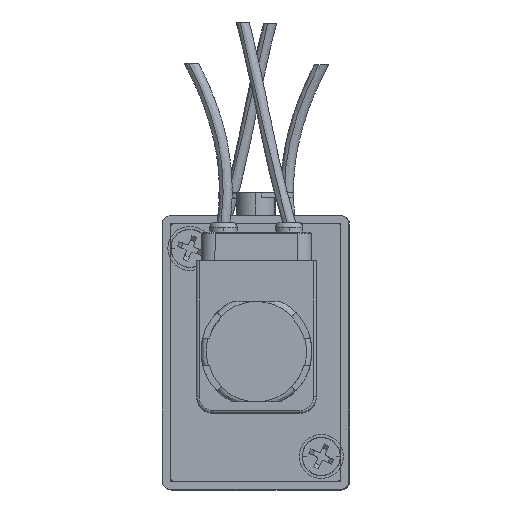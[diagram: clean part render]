
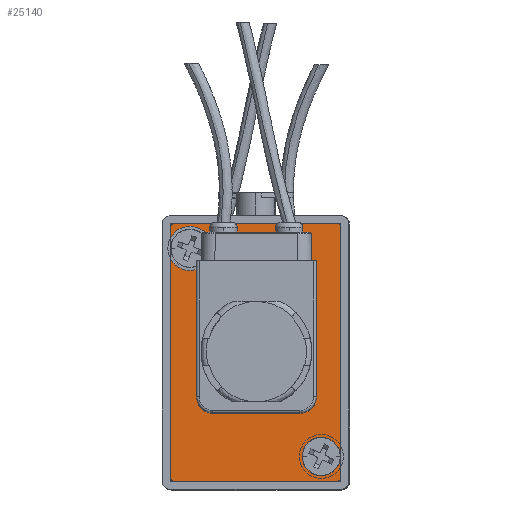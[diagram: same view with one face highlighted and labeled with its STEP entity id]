
A CAD part, top view. The second image highlights one B-rep face of the part: STEP entity #25140.
In plain terms, the highlighted planar face has unit normal (0, 0, 1).
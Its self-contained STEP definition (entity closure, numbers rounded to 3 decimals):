
#22 = DIRECTION ( 'NONE',  ( 1., 0., 0. ) ) ;
#1391 = CARTESIAN_POINT ( 'NONE',  ( -22.086, 0.215, 59.743 ) ) ;
#1433 = CARTESIAN_POINT ( 'NONE',  ( -0.686, -22.785, 59.743 ) ) ;
#1663 = CIRCLE ( 'NONE', #19330, 1.1 ) ;
#1963 = LINE ( 'NONE', #5058, #12838 ) ;
#2869 = ORIENTED_EDGE ( 'NONE', *, *, #25219, .T. ) ;
#2907 = DIRECTION ( 'NONE',  ( 1., 0., 0. ) ) ;
#2927 = VERTEX_POINT ( 'NONE', #46273 ) ;
#3268 = EDGE_CURVE ( 'NONE', #7314, #24778, #48768, .T. ) ;
#3402 = DIRECTION ( 'NONE',  ( 1., 0., 0. ) ) ;
#3790 = CARTESIAN_POINT ( 'NONE',  ( -9.186, 0.215, 59.743 ) ) ;
#4238 = ORIENTED_EDGE ( 'NONE', *, *, #11826, .T. ) ;
#4445 = VERTEX_POINT ( 'NONE', #45044 ) ;
#4799 = ORIENTED_EDGE ( 'NONE', *, *, #36819, .F. ) ;
#5058 = CARTESIAN_POINT ( 'NONE',  ( -31.186, 23.715, 59.743 ) ) ;
#5560 = DIRECTION ( 'NONE',  ( 0., 1., 0. ) ) ;
#5616 = AXIS2_PLACEMENT_3D ( 'NONE', #51799, #27388, #2907 ) ;
#5970 = CIRCLE ( 'NONE', #16300, 3.45 ) ;
#6195 = VERTEX_POINT ( 'NONE', #26730 ) ;
#6230 = VERTEX_POINT ( 'NONE', #35313 ) ;
#6407 = DIRECTION ( 'NONE',  ( 1., 0., 0. ) ) ;
#6623 = EDGE_CURVE ( 'NONE', #24900, #6195, #34971, .T. ) ;
#6971 = CARTESIAN_POINT ( 'NONE',  ( -1.186, 23.215, 59.743 ) ) ;
#6980 = EDGE_CURVE ( 'NONE', #9594, #51302, #1663, .T. ) ;
#6989 = FACE_BOUND ( 'NONE', #16254, .T. ) ;
#7314 = VERTEX_POINT ( 'NONE', #30487 ) ;
#7875 = ORIENTED_EDGE ( 'NONE', *, *, #8185, .T. ) ;
#7889 = DIRECTION ( 'NONE',  ( 1., 0., 0. ) ) ;
#8159 = DIRECTION ( 'NONE',  ( 0., 0., -1. ) ) ;
#8185 = EDGE_CURVE ( 'NONE', #28924, #6230, #38082, .T. ) ;
#8523 = DIRECTION ( 'NONE',  ( 0., 0., 1. ) ) ;
#9594 = VERTEX_POINT ( 'NONE', #25791 ) ;
#9811 = ORIENTED_EDGE ( 'NONE', *, *, #48596, .F. ) ;
#10102 = ORIENTED_EDGE ( 'NONE', *, *, #3268, .T. ) ;
#10753 = CIRCLE ( 'NONE', #20792, 1.1 ) ;
#11082 = DIRECTION ( 'NONE',  ( 1., 0., 0. ) ) ;
#11443 = DIRECTION ( 'NONE',  ( 0., -1., 0. ) ) ;
#11826 = EDGE_CURVE ( 'NONE', #14312, #4445, #51119, .T. ) ;
#12238 = CARTESIAN_POINT ( 'NONE',  ( -1.186, 23.715, 59.743 ) ) ;
#12562 = DIRECTION ( 'NONE',  ( 0., 0., 1. ) ) ;
#12838 = VECTOR ( 'NONE', #25422, 1000. ) ;
#13798 = AXIS2_PLACEMENT_3D ( 'NONE', #3790, #32393, #7889 ) ;
#13869 = CARTESIAN_POINT ( 'NONE',  ( -7.636, -18.785, 59.743 ) ) ;
#14170 = ORIENTED_EDGE ( 'NONE', *, *, #40740, .F. ) ;
#14312 = VERTEX_POINT ( 'NONE', #19561 ) ;
#14923 = EDGE_CURVE ( 'NONE', #51302, #9594, #17672, .T. ) ;
#15261 = EDGE_LOOP ( 'NONE', ( #15688, #41562 ) ) ;
#15294 = VECTOR ( 'NONE', #11443, 1000. ) ;
#15688 = ORIENTED_EDGE ( 'NONE', *, *, #14923, .T. ) ;
#16254 = EDGE_LOOP ( 'NONE', ( #33767, #14170 ) ) ;
#16300 = AXIS2_PLACEMENT_3D ( 'NONE', #52300, #27892, #3402 ) ;
#17097 = VERTEX_POINT ( 'NONE', #50063 ) ;
#17507 = VECTOR ( 'NONE', #5560, 1000. ) ;
#17672 = CIRCLE ( 'NONE', #13798, 1.1 ) ;
#18087 = CARTESIAN_POINT ( 'NONE',  ( -28.186, 19.215, 59.743 ) ) ;
#18261 = CARTESIAN_POINT ( 'NONE',  ( -23.186, 0.215, 59.743 ) ) ;
#18547 = EDGE_CURVE ( 'NONE', #26931, #14312, #1963, .T. ) ;
#19330 = AXIS2_PLACEMENT_3D ( 'NONE', #32656, #8159, #36762 ) ;
#19561 = CARTESIAN_POINT ( 'NONE',  ( -31.186, 23.715, 59.743 ) ) ;
#20320 = DIRECTION ( 'NONE',  ( 0., 0., 1. ) ) ;
#20792 = AXIS2_PLACEMENT_3D ( 'NONE', #18261, #46789, #22361 ) ;
#21821 = CARTESIAN_POINT ( 'NONE',  ( -31.186, -23.285, 59.743 ) ) ;
#22154 = EDGE_LOOP ( 'NONE', ( #46320, #38498, #4238, #2869, #10102, #36750, #7875, #35483 ) ) ;
#22189 = DIRECTION ( 'NONE',  ( 1., 0., 0. ) ) ;
#22349 = CARTESIAN_POINT ( 'NONE',  ( -0.736, -18.785, 59.743 ) ) ;
#22361 = DIRECTION ( 'NONE',  ( 1., 0., 0. ) ) ;
#22467 = ORIENTED_EDGE ( 'NONE', *, *, #6623, .F. ) ;
#22733 = AXIS2_PLACEMENT_3D ( 'NONE', #48952, #24488, #22 ) ;
#22892 = CARTESIAN_POINT ( 'NONE',  ( -31.186, 23.215, 59.743 ) ) ;
#22971 = AXIS2_PLACEMENT_3D ( 'NONE', #22892, #51422, #26990 ) ;
#23208 = PLANE ( 'NONE',  #36573 ) ;
#23440 = DIRECTION ( 'NONE',  ( 0., 0., 1. ) ) ;
#24304 = VERTEX_POINT ( 'NONE', #13869 ) ;
#24488 = DIRECTION ( 'NONE',  ( 0., 0., 1. ) ) ;
#24778 = VERTEX_POINT ( 'NONE', #21821 ) ;
#24900 = VERTEX_POINT ( 'NONE', #26283 ) ;
#25019 = CIRCLE ( 'NONE', #42578, 3.45 ) ;
#25140 = ADVANCED_FACE ( 'NONE', ( #40852, #38294, #6989, #28719, #27450 ), #23208, .T. ) ;
#25219 = EDGE_CURVE ( 'NONE', #4445, #7314, #49112, .T. ) ;
#25422 = DIRECTION ( 'NONE',  ( -1., 0., 0. ) ) ;
#25791 = CARTESIAN_POINT ( 'NONE',  ( -8.086, 0.215, 59.743 ) ) ;
#26283 = CARTESIAN_POINT ( 'NONE',  ( -31.636, 19.215, 59.743 ) ) ;
#26730 = CARTESIAN_POINT ( 'NONE',  ( -24.736, 19.215, 59.743 ) ) ;
#26931 = VERTEX_POINT ( 'NONE', #12238 ) ;
#26990 = DIRECTION ( 'NONE',  ( -1., 0., 0. ) ) ;
#27388 = DIRECTION ( 'NONE',  ( 0., 0., 1. ) ) ;
#27450 = FACE_OUTER_BOUND ( 'NONE', #22154, .T. ) ;
#27892 = DIRECTION ( 'NONE',  ( 0., 0., 1. ) ) ;
#28719 = FACE_BOUND ( 'NONE', #29798, .T. ) ;
#28924 = VERTEX_POINT ( 'NONE', #50324 ) ;
#29086 = EDGE_CURVE ( 'NONE', #24778, #28924, #32869, .T. ) ;
#29686 = AXIS2_PLACEMENT_3D ( 'NONE', #33044, #8523, #37132 ) ;
#29798 = EDGE_LOOP ( 'NONE', ( #49002, #22467 ) ) ;
#30487 = CARTESIAN_POINT ( 'NONE',  ( -31.686, -22.785, 59.743 ) ) ;
#31553 = CIRCLE ( 'NONE', #22733, 1.1 ) ;
#31604 = VECTOR ( 'NONE', #6407, 1000. ) ;
#32393 = DIRECTION ( 'NONE',  ( 0., 0., -1. ) ) ;
#32656 = CARTESIAN_POINT ( 'NONE',  ( -9.186, 0.215, 59.743 ) ) ;
#32869 = LINE ( 'NONE', #51190, #31604 ) ;
#33044 = CARTESIAN_POINT ( 'NONE',  ( -1.186, 23.215, 59.743 ) ) ;
#33767 = ORIENTED_EDGE ( 'NONE', *, *, #49357, .F. ) ;
#34971 = CIRCLE ( 'NONE', #51185, 3.45 ) ;
#35056 = VERTEX_POINT ( 'NONE', #22349 ) ;
#35313 = CARTESIAN_POINT ( 'NONE',  ( -0.686, -22.785, 59.743 ) ) ;
#35483 = ORIENTED_EDGE ( 'NONE', *, *, #40418, .T. ) ;
#35577 = DIRECTION ( 'NONE',  ( 0., 0., 1. ) ) ;
#36573 = AXIS2_PLACEMENT_3D ( 'NONE', #6971, #35577, #11082 ) ;
#36750 = ORIENTED_EDGE ( 'NONE', *, *, #29086, .T. ) ;
#36762 = DIRECTION ( 'NONE',  ( 1., 0., 0. ) ) ;
#36819 = EDGE_CURVE ( 'NONE', #43548, #17097, #10753, .T. ) ;
#37042 = CARTESIAN_POINT ( 'NONE',  ( -28.186, 19.215, 59.743 ) ) ;
#37132 = DIRECTION ( 'NONE',  ( 1., 0., 0. ) ) ;
#38082 = CIRCLE ( 'NONE', #48091, 0.5 ) ;
#38294 = FACE_BOUND ( 'NONE', #15261, .T. ) ;
#38498 = ORIENTED_EDGE ( 'NONE', *, *, #18547, .T. ) ;
#38508 = CIRCLE ( 'NONE', #29686, 0.5 ) ;
#40418 = EDGE_CURVE ( 'NONE', #6230, #2927, #40532, .T. ) ;
#40532 = LINE ( 'NONE', #1433, #17507 ) ;
#40740 = EDGE_CURVE ( 'NONE', #24304, #35056, #5970, .T. ) ;
#40852 = FACE_BOUND ( 'NONE', #44536, .T. ) ;
#41130 = DIRECTION ( 'NONE',  ( 1., 0., 0. ) ) ;
#41562 = ORIENTED_EDGE ( 'NONE', *, *, #6980, .T. ) ;
#42578 = AXIS2_PLACEMENT_3D ( 'NONE', #44751, #20320, #48848 ) ;
#43548 = VERTEX_POINT ( 'NONE', #1391 ) ;
#44072 = CARTESIAN_POINT ( 'NONE',  ( -31.686, -22.785, 59.743 ) ) ;
#44536 = EDGE_LOOP ( 'NONE', ( #9811, #4799 ) ) ;
#44751 = CARTESIAN_POINT ( 'NONE',  ( -4.186, -18.785, 59.743 ) ) ;
#45044 = CARTESIAN_POINT ( 'NONE',  ( -31.686, 23.215, 59.743 ) ) ;
#46273 = CARTESIAN_POINT ( 'NONE',  ( -0.686, 23.215, 59.743 ) ) ;
#46320 = ORIENTED_EDGE ( 'NONE', *, *, #52535, .T. ) ;
#46616 = DIRECTION ( 'NONE',  ( 0., 0., 1. ) ) ;
#46789 = DIRECTION ( 'NONE',  ( 0., 0., 1. ) ) ;
#47769 = CARTESIAN_POINT ( 'NONE',  ( -10.286, 0.215, 59.743 ) ) ;
#47879 = CARTESIAN_POINT ( 'NONE',  ( -1.186, -22.785, 59.743 ) ) ;
#48091 = AXIS2_PLACEMENT_3D ( 'NONE', #47879, #23440, #51978 ) ;
#48596 = EDGE_CURVE ( 'NONE', #17097, #43548, #31553, .T. ) ;
#48724 = AXIS2_PLACEMENT_3D ( 'NONE', #37042, #12562, #41130 ) ;
#48768 = CIRCLE ( 'NONE', #5616, 0.5 ) ;
#48848 = DIRECTION ( 'NONE',  ( 1., 0., 0. ) ) ;
#48952 = CARTESIAN_POINT ( 'NONE',  ( -23.186, 0.215, 59.743 ) ) ;
#49002 = ORIENTED_EDGE ( 'NONE', *, *, #50154, .F. ) ;
#49112 = LINE ( 'NONE', #44072, #15294 ) ;
#49357 = EDGE_CURVE ( 'NONE', #35056, #24304, #25019, .T. ) ;
#49869 = CIRCLE ( 'NONE', #48724, 3.45 ) ;
#50063 = CARTESIAN_POINT ( 'NONE',  ( -24.286, 0.215, 59.743 ) ) ;
#50154 = EDGE_CURVE ( 'NONE', #6195, #24900, #49869, .T. ) ;
#50324 = CARTESIAN_POINT ( 'NONE',  ( -1.186, -23.285, 59.743 ) ) ;
#51119 = CIRCLE ( 'NONE', #22971, 0.5 ) ;
#51185 = AXIS2_PLACEMENT_3D ( 'NONE', #18087, #46616, #22189 ) ;
#51190 = CARTESIAN_POINT ( 'NONE',  ( -31.186, -23.285, 59.743 ) ) ;
#51302 = VERTEX_POINT ( 'NONE', #47769 ) ;
#51422 = DIRECTION ( 'NONE',  ( 0., 0., 1. ) ) ;
#51799 = CARTESIAN_POINT ( 'NONE',  ( -31.186, -22.785, 59.743 ) ) ;
#51978 = DIRECTION ( 'NONE',  ( 1., 0., 0. ) ) ;
#52300 = CARTESIAN_POINT ( 'NONE',  ( -4.186, -18.785, 59.743 ) ) ;
#52535 = EDGE_CURVE ( 'NONE', #2927, #26931, #38508, .T. ) ;
